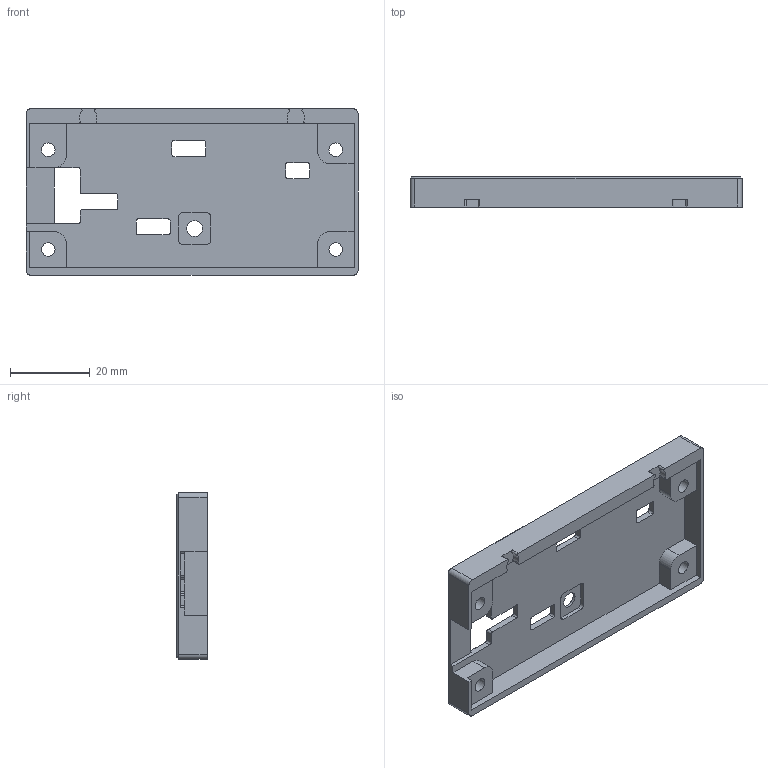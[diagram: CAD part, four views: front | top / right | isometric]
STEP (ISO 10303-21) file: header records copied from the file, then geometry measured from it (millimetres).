
FILE_DESCRIPTION(/* description */ (''),/* implementation_level */ '2;1');
FILE_NAME(/* name */ 'display_rear.step',/* time_stamp */ '2025-12-31T11:26:13-05:00',/* author */ (''),/* organization */ (''),/* preprocessor_version */ 'ST-DEVELOPER v20.1',/* originating_system */ 'Autodesk Translation Framework v14.21.0.0',/* authorisation */ '');
FILE_SCHEMA (('AUTOMOTIVE_DESIGN { 1 0 10303 214 3 1 1 }'));
Length unit declared in the file: millimetre
Products named in the file (1): display_rear:1
Bounding box: 83.16 x 7.62 x 41.67 mm (x, y, z)
Volume: 10273.7 mm3; surface area: 9846.9 mm2
Topology: 1 solids, 1 shells, 155 faces, 407 edges, 254 vertices
Faces by surface type: plane 77, cylinder 49, cone 29
Full cylindrical faces by diameter (mm): 3.4 x4, 4 x1
Entity records: 4809 total; most frequent: DIRECTION 847, CARTESIAN_POINT 817, ORIENTED_EDGE 814, EDGE_CURVE 407, AXIS2_PLACEMENT_3D 284, LINE 279, VECTOR 279, VERTEX_POINT 254
